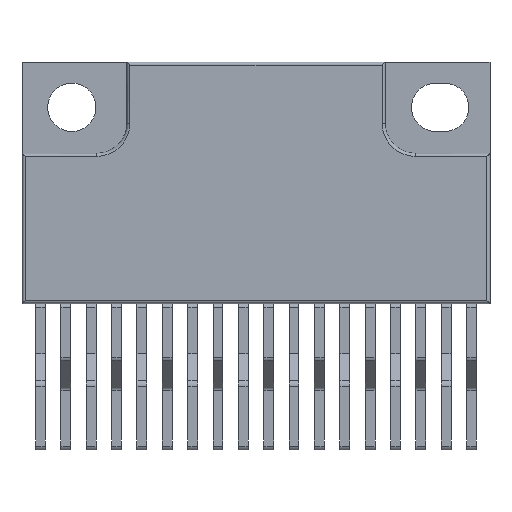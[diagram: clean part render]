
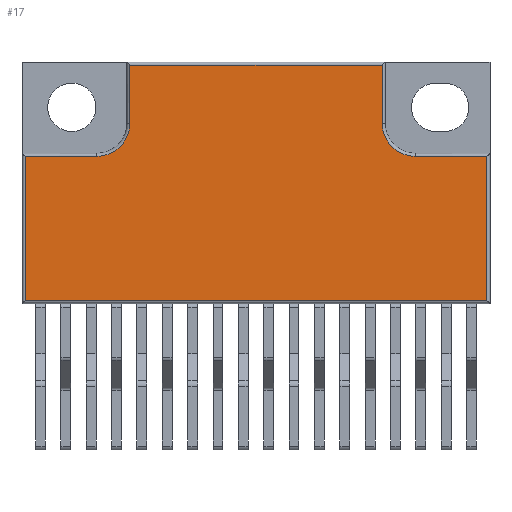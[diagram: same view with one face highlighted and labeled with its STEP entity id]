
A CAD part, front view. The second image highlights one B-rep face of the part: STEP entity #17.
In plain terms, the highlighted planar face has unit normal (0, -1, 0).
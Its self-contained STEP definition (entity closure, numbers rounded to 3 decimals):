
#17 = ADVANCED_FACE('',(#18),#102,.F.);
#18 = FACE_BOUND('',#19,.F.);
#19 = EDGE_LOOP('',(#20,#30,#39,#47,#55,#63,#72,#80,#88,#96));
#20 = ORIENTED_EDGE('',*,*,#21,.T.);
#21 = EDGE_CURVE('',#22,#24,#26,.T.);
#22 = VERTEX_POINT('',#23);
#23 = CARTESIAN_POINT('',(-1.02,0.,16.45));
#24 = VERTEX_POINT('',#25);
#25 = CARTESIAN_POINT('',(3.73,0.,16.45));
#26 = LINE('',#27,#28);
#27 = CARTESIAN_POINT('',(-1.22,0.,16.45));
#28 = VECTOR('',#29,1.);
#29 = DIRECTION('',(1.,0.,0.));
#30 = ORIENTED_EDGE('',*,*,#31,.T.);
#31 = EDGE_CURVE('',#24,#32,#34,.T.);
#32 = VERTEX_POINT('',#33);
#33 = CARTESIAN_POINT('',(5.93,0.,18.65));
#34 = CIRCLE('',#35,2.2);
#35 = AXIS2_PLACEMENT_3D('',#36,#37,#38);
#36 = CARTESIAN_POINT('',(3.73,0.,18.65));
#37 = DIRECTION('',(0.,-1.,0.));
#38 = DIRECTION('',(0.,0.,-1.));
#39 = ORIENTED_EDGE('',*,*,#40,.T.);
#40 = EDGE_CURVE('',#32,#41,#43,.T.);
#41 = VERTEX_POINT('',#42);
#42 = CARTESIAN_POINT('',(5.93,0.,22.5));
#43 = LINE('',#44,#45);
#44 = CARTESIAN_POINT('',(5.93,0.,18.65));
#45 = VECTOR('',#46,1.);
#46 = DIRECTION('',(0.,0.,1.));
#47 = ORIENTED_EDGE('',*,*,#48,.T.);
#48 = EDGE_CURVE('',#41,#49,#51,.T.);
#49 = VERTEX_POINT('',#50);
#50 = CARTESIAN_POINT('',(22.63,0.,22.5));
#51 = LINE('',#52,#53);
#52 = CARTESIAN_POINT('',(5.73,0.,22.5));
#53 = VECTOR('',#54,1.);
#54 = DIRECTION('',(1.,0.,0.));
#55 = ORIENTED_EDGE('',*,*,#56,.T.);
#56 = EDGE_CURVE('',#49,#57,#59,.T.);
#57 = VERTEX_POINT('',#58);
#58 = CARTESIAN_POINT('',(22.63,0.,18.65));
#59 = LINE('',#60,#61);
#60 = CARTESIAN_POINT('',(22.63,0.,22.7));
#61 = VECTOR('',#62,1.);
#62 = DIRECTION('',(0.,0.,-1.));
#63 = ORIENTED_EDGE('',*,*,#64,.T.);
#64 = EDGE_CURVE('',#57,#65,#67,.T.);
#65 = VERTEX_POINT('',#66);
#66 = CARTESIAN_POINT('',(24.83,0.,16.45));
#67 = CIRCLE('',#68,2.2);
#68 = AXIS2_PLACEMENT_3D('',#69,#70,#71);
#69 = CARTESIAN_POINT('',(24.83,0.,18.65));
#70 = DIRECTION('',(0.,-1.,0.));
#71 = DIRECTION('',(-1.,0.,0.));
#72 = ORIENTED_EDGE('',*,*,#73,.T.);
#73 = EDGE_CURVE('',#65,#74,#76,.T.);
#74 = VERTEX_POINT('',#75);
#75 = CARTESIAN_POINT('',(29.58,0.,16.45));
#76 = LINE('',#77,#78);
#77 = CARTESIAN_POINT('',(24.83,0.,16.45));
#78 = VECTOR('',#79,1.);
#79 = DIRECTION('',(1.,0.,0.));
#80 = ORIENTED_EDGE('',*,*,#81,.F.);
#81 = EDGE_CURVE('',#82,#74,#84,.T.);
#82 = VERTEX_POINT('',#83);
#83 = CARTESIAN_POINT('',(29.58,0.,6.9));
#84 = LINE('',#85,#86);
#85 = CARTESIAN_POINT('',(29.58,0.,6.7));
#86 = VECTOR('',#87,1.);
#87 = DIRECTION('',(0.,0.,1.));
#88 = ORIENTED_EDGE('',*,*,#89,.F.);
#89 = EDGE_CURVE('',#90,#82,#92,.T.);
#90 = VERTEX_POINT('',#91);
#91 = CARTESIAN_POINT('',(-1.02,0.,6.9));
#92 = LINE('',#93,#94);
#93 = CARTESIAN_POINT('',(-1.22,0.,6.9));
#94 = VECTOR('',#95,1.);
#95 = DIRECTION('',(1.,0.,0.));
#96 = ORIENTED_EDGE('',*,*,#97,.T.);
#97 = EDGE_CURVE('',#90,#22,#98,.T.);
#98 = LINE('',#99,#100);
#99 = CARTESIAN_POINT('',(-1.02,0.,6.7));
#100 = VECTOR('',#101,1.);
#101 = DIRECTION('',(0.,0.,1.));
#102 = PLANE('',#103);
#103 = AXIS2_PLACEMENT_3D('',#104,#105,#106);
#104 = CARTESIAN_POINT('',(-1.22,0.,6.7));
#105 = DIRECTION('',(0.,1.,0.));
#106 = DIRECTION('',(1.,0.,0.));
